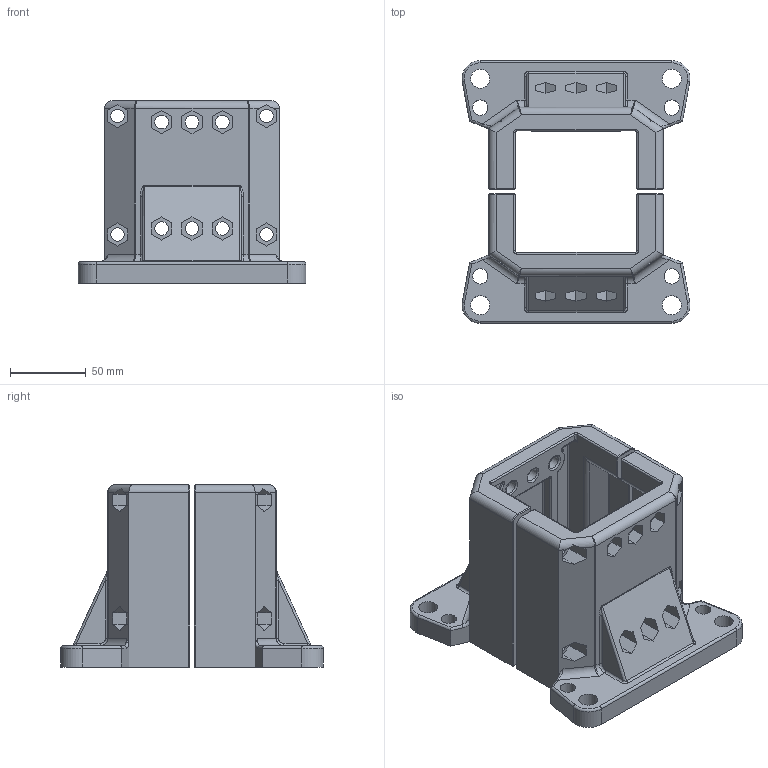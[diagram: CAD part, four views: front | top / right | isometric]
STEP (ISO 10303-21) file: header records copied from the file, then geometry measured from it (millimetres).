
FILE_DESCRIPTION((''),'2;1');
FILE_NAME('SZ8082N.stp','2010-08-10T10:39:28',('alexander erhardt'),(''),'Autodesk Inventor 2010','Autodesk Inventor 2010','');
FILE_SCHEMA(('AUTOMOTIVE_DESIGN { 1 0 10303 214 1 1 1 1 }'));
Length unit declared in the file: millimetre
Products named in the file (2): Zusammenbau; GK Klemmstellfuss 80x80_A
Assembly tree (2 placements, depth 2):
  Zusammenbau
    GK Klemmstellfuss 80x80_A  x2
Bounding box: 149.99 x 173 x 120 mm (x, y, z)
Volume: 610291.5 mm3; surface area: 155175.9 mm2
Topology: 2 solids, 2 shells, 756 faces, 1870 edges, 1096 vertices
Faces by surface type: plane 284, cylinder 228, bspline 156, torus 56, cone 32
Entity records: 12713 total; most frequent: CARTESIAN_POINT 4033, DIRECTION 1819, ORIENTED_EDGE 1762, EDGE_CURVE 881, AXIS2_PLACEMENT_3D 660, VERTEX_POINT 534, VECTOR 499, LINE 499
